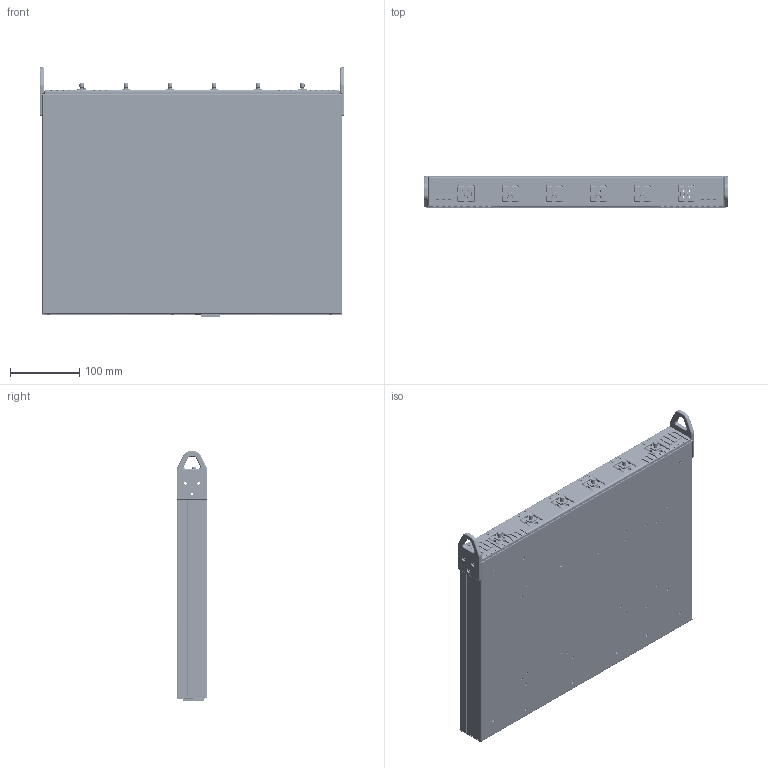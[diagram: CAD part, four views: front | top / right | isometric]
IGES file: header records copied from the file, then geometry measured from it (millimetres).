
Start section: SolidWorks IGES file using analytic representation for surfaces
Global section: file name: Assy ST808.IGS; native system: SolidWorks 2006 by SolidWorks Corporation; preprocessor: SolidWorks 2006 by SolidWorks Corporation; author: Scott; date: 200421.135743; units: inch
Bounding box: 439.42 x 44.45 x 359.41 mm (x, y, z)
Surface area: 939344.8 mm2 (no closed solid volume)
Topology: 0 solids, 0 shells, 3834 faces, 54239 edges, 54195 vertices
Faces by surface type: bspline 2038, revolution 1796
